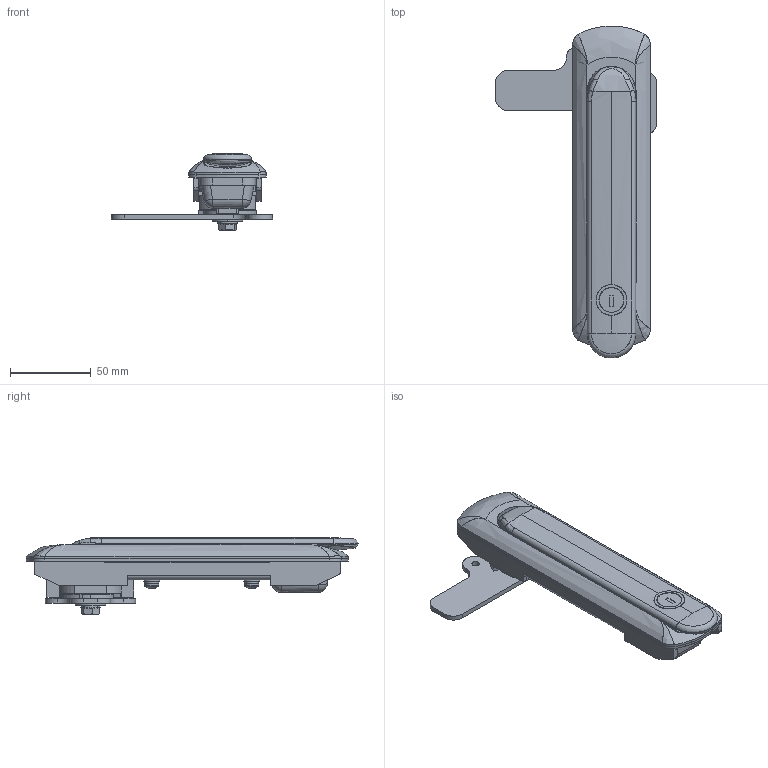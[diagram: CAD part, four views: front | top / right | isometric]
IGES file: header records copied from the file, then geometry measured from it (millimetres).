
Start section: SolidWorks IGES file using analytic representation for surfaces
Global section: file name: A-1464-L1-1.IGS; native system: SolidWorks 2018; preprocessor: SolidWorks 2018; author: 1337yo; date: 200402.095446; units: millimetre
Bounding box: 100 x 206 x 47.6 mm (x, y, z)
Surface area: 96903.1 mm2 (no closed solid volume)
Topology: 0 solids, 0 shells, 636 faces, 8460 edges, 8444 vertices
Faces by surface type: bspline 359, revolution 277
